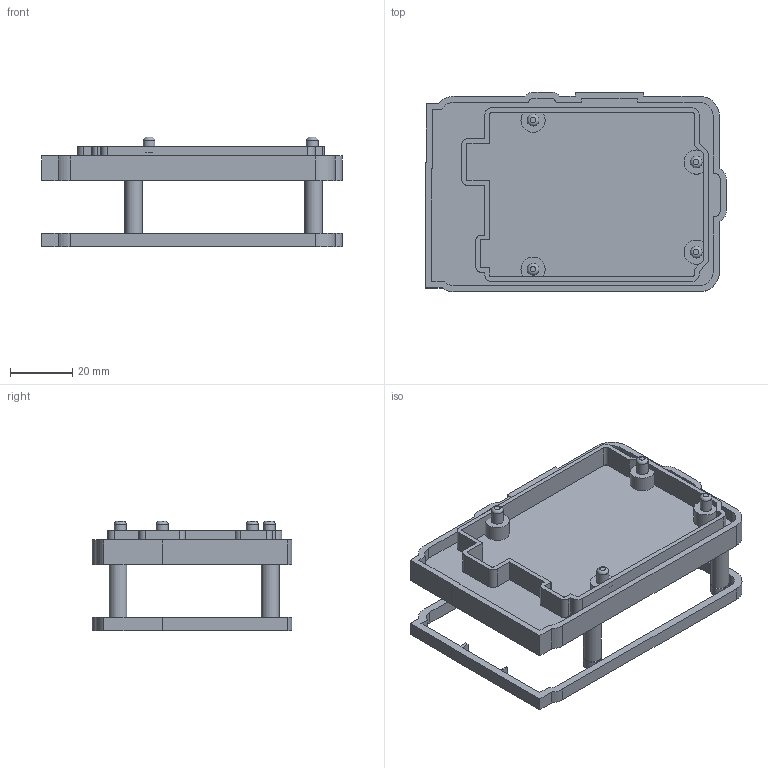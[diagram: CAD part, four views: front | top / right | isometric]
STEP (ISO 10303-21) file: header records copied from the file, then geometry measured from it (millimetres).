
FILE_DESCRIPTION(('HOOPS Exchange Step'),'2;1');
FILE_NAME('temp_export','2022-08-07T11:45:53+02:00',('asadu'),('Shapr3D Limited'),'HOOPS Exchange 2022.0','Shapr3D','Authorized');
FILE_SCHEMA( ('AP203_CONFIGURATION_CONTROLLED_3D_DESIGN_OF_MECHANICAL_PARTS_AND_ASSEMBLIES_MIM_LF') );
Length unit declared in the file: millimetre
Products named in the file (4): Arduino Platform; Pi Platform; Microcontroller Platform; root
Assembly tree (3 placements, depth 3):
  root
    Microcontroller Platform
      Arduino Platform
      Pi Platform
Bounding box: 96.88 x 64.34 x 35.26 mm (x, y, z)
Volume: 24802.3 mm3; surface area: 29671.9 mm2
Topology: 23 solids, 23 shells, 282 faces, 734 edges, 500 vertices
Faces by surface type: plane 172, cylinder 98, torus 8, cone 4
Full cylindrical faces by diameter (mm): 2.7 x8, 3 x4, 3.8 x8, 5.7 x8, 7.8 x4
Entity records: 8871 total; most frequent: DIRECTION 1566, CARTESIAN_POINT 1520, ORIENTED_EDGE 1468, EDGE_CURVE 734, AXIS2_PLACEMENT_3D 546, VERTEX_POINT 500, VECTOR 474, LINE 474
